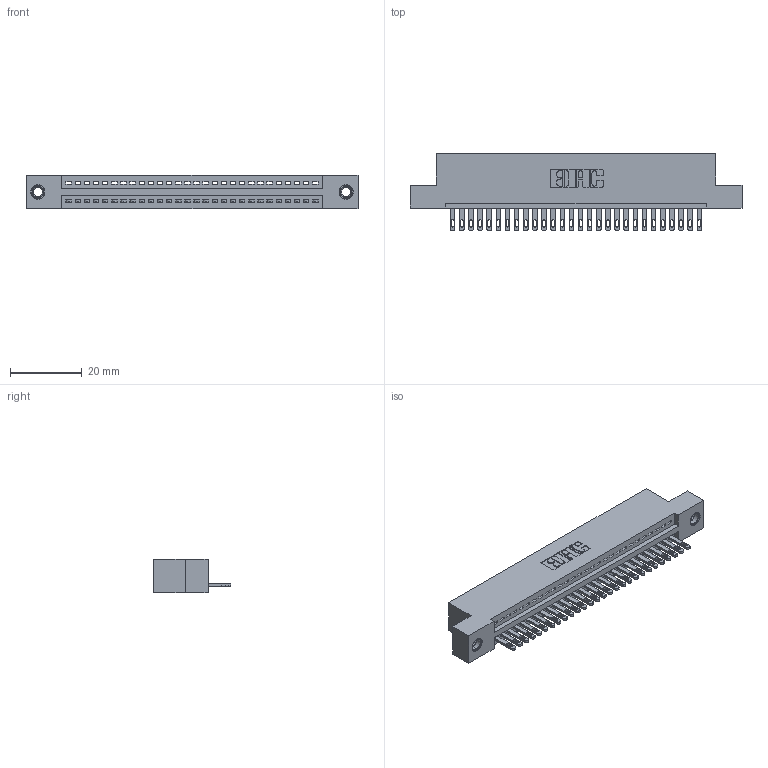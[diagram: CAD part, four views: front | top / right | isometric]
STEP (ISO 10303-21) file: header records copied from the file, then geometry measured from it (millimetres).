
FILE_DESCRIPTION (( 'STEP AP203' ), '1' );
FILE_NAME ('345-028-500-107.STEP', '2019-10-07T04:46:32', ( '' ), ( '' ), 'SwSTEP 2.0', 'SolidWorks 2016', '' );
FILE_SCHEMA (( 'CONFIG_CONTROL_DESIGN' ));
Length unit declared in the file: inch
Products named in the file (4): 345-292-001_345-293-100; 345-250-001_345-250-005-103; 345 Part_Flush Mounting Lugs - 0.156 Dia-TI; 345-028-500-107
Assembly tree (31 placements, depth 2):
  345-028-500-107
    345 Part_Flush Mounting Lugs - 0.156 Dia-TI
    345-292-001_345-293-100  x28
    345-250-001_345-250-005-103  x2
Bounding box: 92.33 x 21.51 x 9.4 mm (x, y, z)
Volume: 8658.6 mm3; surface area: 11411.7 mm2
Topology: 31 solids, 31 shells, 1698 faces, 5181 edges, 3446 vertices
Faces by surface type: plane 1064, cylinder 618, cone 12, torus 4
Entity records: 24074 total; most frequent: CARTESIAN_POINT 4151, ORIENTED_EDGE 4106, DIRECTION 3675, EDGE_CURVE 2053, VECTOR 1785, LINE 1785, VERTEX_POINT 1364, AXIS2_PLACEMENT_3D 945
